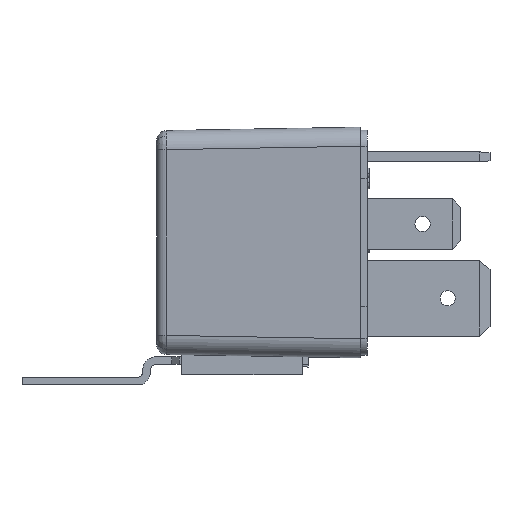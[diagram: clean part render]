
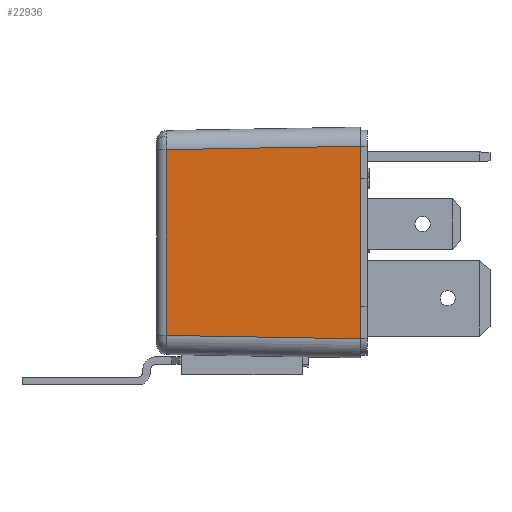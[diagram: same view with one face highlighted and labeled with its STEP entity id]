
A CAD part, left-side view. The second image highlights one B-rep face of the part: STEP entity #22936.
In plain terms, the highlighted planar face has unit normal (-1, 0.018, 0).
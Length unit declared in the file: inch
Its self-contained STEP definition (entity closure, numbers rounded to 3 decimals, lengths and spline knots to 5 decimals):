
#996 = CARTESIAN_POINT ( 'NONE',  ( -0.56618, 0.01813, 0.47245 ) ) ;
#1076 = VECTOR ( 'NONE', #20064, 39.37008 ) ;
#1253 = DIRECTION ( 'NONE',  ( -0.017, -1., -0.017 ) ) ;
#1442 = VECTOR ( 'NONE', #2848, 39.37008 ) ;
#1972 = LINE ( 'NONE', #23609, #30396 ) ;
#2848 = DIRECTION ( 'NONE',  ( 0., 0., 1. ) ) ;
#3058 = VECTOR ( 'NONE', #20096, 39.37008 ) ;
#4350 = ORIENTED_EDGE ( 'NONE', *, *, #17949, .T. ) ;
#5059 = VERTEX_POINT ( 'NONE', #31271 ) ;
#7127 = EDGE_LOOP ( 'NONE', ( #15316, #4350, #35388, #33765 ) ) ;
#8837 = EDGE_CURVE ( 'NONE', #29704, #5059, #1972, .T. ) ;
#9589 = EDGE_CURVE ( 'NONE', #5059, #15890, #29872, .T. ) ;
#10006 = EDGE_CURVE ( 'NONE', #15890, #31884, #22131, .T. ) ;
#12062 = CARTESIAN_POINT ( 'NONE',  ( -0.54985, 0.95394, -0.45611 ) ) ;
#15316 = ORIENTED_EDGE ( 'NONE', *, *, #10006, .T. ) ;
#15890 = VERTEX_POINT ( 'NONE', #34621 ) ;
#16325 = CARTESIAN_POINT ( 'NONE',  ( -0.5665, 0., -0.5665 ) ) ;
#17648 = LINE ( 'NONE', #22886, #3058 ) ;
#17949 = EDGE_CURVE ( 'NONE', #31884, #29704, #17648, .T. ) ;
#19113 = DIRECTION ( 'NONE',  ( -0.017, -1., 0. ) ) ;
#19293 = CARTESIAN_POINT ( 'NONE',  ( -0.5665, 0., -0.5665 ) ) ;
#20064 = DIRECTION ( 'NONE',  ( 0.017, 1., -0.017 ) ) ;
#20096 = DIRECTION ( 'NONE',  ( 0., 0., -1. ) ) ;
#22131 = LINE ( 'NONE', #996, #1076 ) ;
#22886 = CARTESIAN_POINT ( 'NONE',  ( -0.54985, 0.95394, -0.5665 ) ) ;
#22936 = ADVANCED_FACE ( 'NONE', ( #25911 ), #35471, .T. ) ;
#23609 = CARTESIAN_POINT ( 'NONE',  ( -0.56653, -0.00164, -0.47279 ) ) ;
#24978 = AXIS2_PLACEMENT_3D ( 'NONE', #16325, #35692, #19113 ) ;
#25911 = FACE_OUTER_BOUND ( 'NONE', #7127, .T. ) ;
#29630 = CARTESIAN_POINT ( 'NONE',  ( -0.54985, 0.95394, 0.45611 ) ) ;
#29704 = VERTEX_POINT ( 'NONE', #12062 ) ;
#29872 = LINE ( 'NONE', #19293, #1442 ) ;
#30396 = VECTOR ( 'NONE', #1253, 39.37008 ) ;
#31271 = CARTESIAN_POINT ( 'NONE',  ( -0.5665, 0., -0.47276 ) ) ;
#31884 = VERTEX_POINT ( 'NONE', #29630 ) ;
#33765 = ORIENTED_EDGE ( 'NONE', *, *, #9589, .T. ) ;
#34621 = CARTESIAN_POINT ( 'NONE',  ( -0.5665, 0., 0.47276 ) ) ;
#35388 = ORIENTED_EDGE ( 'NONE', *, *, #8837, .T. ) ;
#35471 = PLANE ( 'NONE',  #24978 ) ;
#35692 = DIRECTION ( 'NONE',  ( -1., 0.017, 0. ) ) ;
